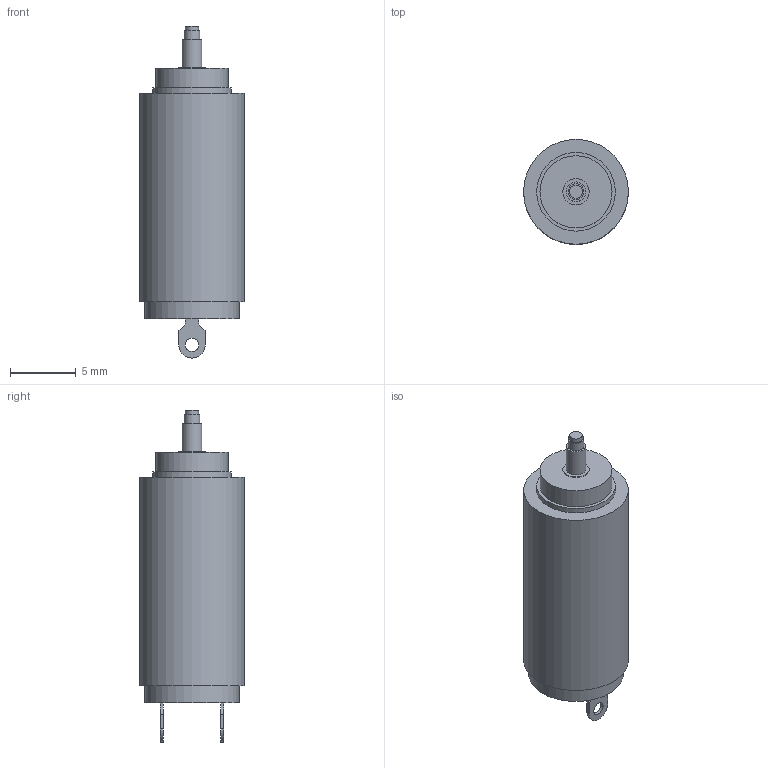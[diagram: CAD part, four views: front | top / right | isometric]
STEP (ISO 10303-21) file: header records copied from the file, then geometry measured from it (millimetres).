
FILE_DESCRIPTION(/* description */ (''),/* implementation_level */ '2;1');
FILE_NAME(/* name */ '0816NxxxSR.stp',/* time_stamp */ '2013-01-28T12:19:45+01:00',/* author */ ('DR. FRITZ FAULHABER GmbH & Co. KG'),/* organization */ ('DR. FRITZ FAULHABER GmbH & Co. KG'),/* preprocessor_version */ 'ST-DEVELOPER v11',/* originating_system */ 'SIEMENS PLM Software NX 7.5',/* authorisation */ '');
FILE_SCHEMA (('AUTOMOTIVE_DESIGN { 1 0 10303 214 1 1 1 1 }'));
Length unit declared in the file: millimetre
Products named in the file (1): 0816NxxxSR
Bounding box: 8 x 8 x 25.33 mm (x, y, z)
Volume: 906.1 mm3; surface area: 598.3 mm2
Topology: 1 solids, 1 shells, 33 faces, 66 edges, 44 vertices
Faces by surface type: plane 17, cylinder 16
Full cylindrical faces by diameter (mm): 1 x3, 1.2 x1, 1.5 x1, 2 x1, 5.5 x1, 6 x1, 7.2 x1, 8 x1
Entity records: 854 total; most frequent: DIRECTION 156, CARTESIAN_POINT 134, ORIENTED_EDGE 112, AXIS2_PLACEMENT_3D 66, EDGE_LOOP 56, EDGE_CURVE 56, FACE_BOUND 45, VERTEX_POINT 44
